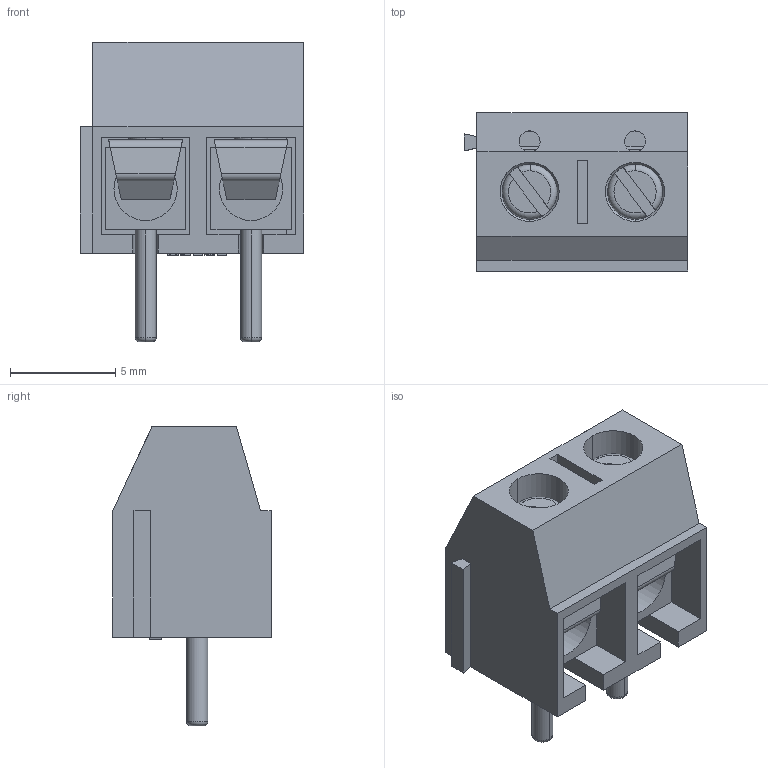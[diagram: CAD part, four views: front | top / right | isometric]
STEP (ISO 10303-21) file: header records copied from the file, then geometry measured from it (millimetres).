
FILE_DESCRIPTION (( 'STEP AP214' ), '1' );
FILE_NAME ('conn-th_2p-p5x00_wj301v-5x00-2p.step', '2022-05-26T07:27:18', ( '' ), ( '' ), 'SwSTEP 2.0', 'SolidWorks 2020', '' );
FILE_SCHEMA (( 'AUTOMOTIVE_DESIGN' ));
Length unit declared in the file: millimetre
Products named in the file (1): conn-th_2p-p5x00_wj301v-5x00-2p
Bounding box: 10.6 x 7.5 x 14.2 mm (x, y, z)
Volume: 442.5 mm3; surface area: 1258.8 mm2
Topology: 6 solids, 6 shells, 248 faces, 664 edges, 438 vertices
Faces by surface type: plane 192, cylinder 42, torus 10, cone 4
Entity records: 10601 total; most frequent: CARTESIAN_POINT 1559, ORIENTED_EDGE 1328, DIRECTION 1206, EDGE_CURVE 664, LINE 544, VECTOR 544, VERTEX_POINT 438, AXIS2_PLACEMENT_3D 331
